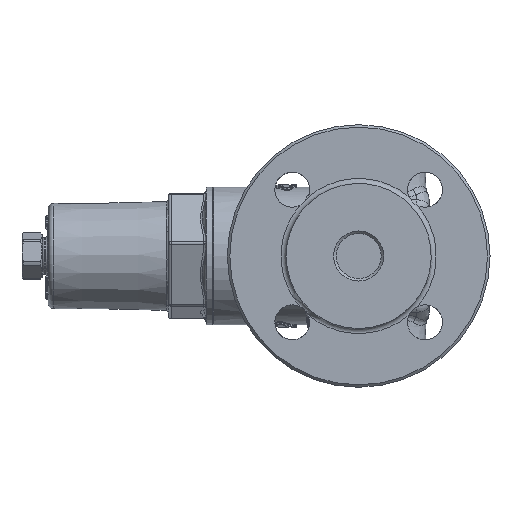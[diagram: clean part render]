
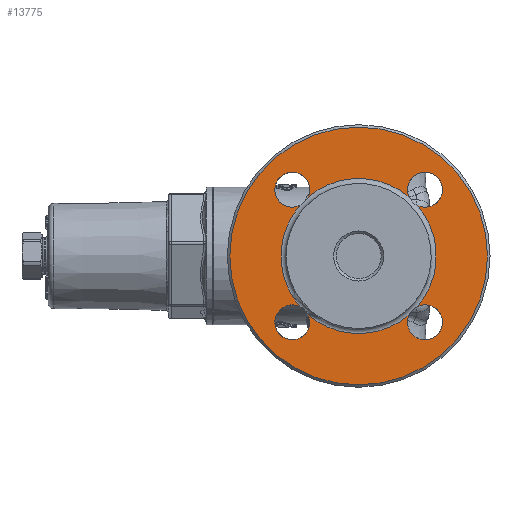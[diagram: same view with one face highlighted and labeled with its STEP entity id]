
A CAD part, left-side view. The second image highlights one B-rep face of the part: STEP entity #13775.
In plain terms, the highlighted planar face has unit normal (-1, 0, 0).
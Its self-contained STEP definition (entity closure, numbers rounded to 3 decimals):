
#1945=FACE_BOUND($,#4257,.T.);
#1946=FACE_BOUND($,#4258,.T.);
#2073=CIRCLE($,#14654,7.);
#2074=CIRCLE($,#14655,31.);
#2075=CIRCLE($,#14656,7.);
#2076=CIRCLE($,#14657,31.);
#2077=CIRCLE($,#14658,7.);
#2078=CIRCLE($,#14659,31.);
#2079=CIRCLE($,#14660,7.);
#2080=CIRCLE($,#14661,31.);
#2081=CIRCLE($,#14662,51.5);
#4257=EDGE_LOOP($,(#9417,#9418,#9419,#9420,#9421,#9422,#9423,#9424));
#4258=EDGE_LOOP($,(#9425));
#5952=VERTEX_POINT($,#18139);
#5953=VERTEX_POINT($,#18140);
#5954=VERTEX_POINT($,#18142);
#5955=VERTEX_POINT($,#18144);
#5956=VERTEX_POINT($,#18146);
#5957=VERTEX_POINT($,#18148);
#5958=VERTEX_POINT($,#18150);
#5959=VERTEX_POINT($,#18152);
#5960=VERTEX_POINT($,#18155);
#7296=EDGE_CURVE($,#5952,#5953,#2073,.T.);
#7297=EDGE_CURVE($,#5954,#5953,#2074,.T.);
#7298=EDGE_CURVE($,#5954,#5955,#2075,.T.);
#7299=EDGE_CURVE($,#5956,#5955,#2076,.T.);
#7300=EDGE_CURVE($,#5956,#5957,#2077,.T.);
#7301=EDGE_CURVE($,#5958,#5957,#2078,.T.);
#7302=EDGE_CURVE($,#5958,#5959,#2079,.T.);
#7303=EDGE_CURVE($,#5952,#5959,#2080,.T.);
#7304=EDGE_CURVE($,#5960,#5960,#2081,.T.);
#9417=ORIENTED_EDGE($,*,*,#7296,.T.);
#9418=ORIENTED_EDGE($,*,*,#7297,.F.);
#9419=ORIENTED_EDGE($,*,*,#7298,.T.);
#9420=ORIENTED_EDGE($,*,*,#7299,.F.);
#9421=ORIENTED_EDGE($,*,*,#7300,.T.);
#9422=ORIENTED_EDGE($,*,*,#7301,.F.);
#9423=ORIENTED_EDGE($,*,*,#7302,.T.);
#9424=ORIENTED_EDGE($,*,*,#7303,.F.);
#9425=ORIENTED_EDGE($,*,*,#7304,.F.);
#13590=PLANE($,#14653);
#13775=ADVANCED_FACE($,(#1945,#1946),#13590,.T.);
#14653=AXIS2_PLACEMENT_3D($,#18138,#15728,#15729);
#14654=AXIS2_PLACEMENT_3D($,#18141,#15730,#15731);
#14655=AXIS2_PLACEMENT_3D($,#18143,#15732,#15733);
#14656=AXIS2_PLACEMENT_3D($,#18145,#15734,#15735);
#14657=AXIS2_PLACEMENT_3D($,#18147,#15736,#15737);
#14658=AXIS2_PLACEMENT_3D($,#18149,#15738,#15739);
#14659=AXIS2_PLACEMENT_3D($,#18151,#15740,#15741);
#14660=AXIS2_PLACEMENT_3D($,#18153,#15742,#15743);
#14661=AXIS2_PLACEMENT_3D($,#18154,#15744,#15745);
#14662=AXIS2_PLACEMENT_3D($,#18156,#15746,#15747);
#15728=DIRECTION('center_axis',(-1.,0.,0.));
#15729=DIRECTION('ref_axis',(0.,-1.,0.));
#15730=DIRECTION('center_axis',(1.,0.,0.));
#15731=DIRECTION('ref_axis',(0.,0.,-1.));
#15732=DIRECTION('center_axis',(-1.,0.,0.));
#15733=DIRECTION('ref_axis',(0.,-1.,0.));
#15734=DIRECTION('center_axis',(1.,0.,0.));
#15735=DIRECTION('ref_axis',(0.,0.,-1.));
#15736=DIRECTION('center_axis',(-1.,0.,0.));
#15737=DIRECTION('ref_axis',(0.,-1.,0.));
#15738=DIRECTION('center_axis',(1.,0.,0.));
#15739=DIRECTION('ref_axis',(0.,0.,-1.));
#15740=DIRECTION('center_axis',(-1.,0.,0.));
#15741=DIRECTION('ref_axis',(0.,-1.,0.));
#15742=DIRECTION('center_axis',(1.,0.,0.));
#15743=DIRECTION('ref_axis',(0.,0.,-1.));
#15744=DIRECTION('center_axis',(-1.,0.,0.));
#15745=DIRECTION('ref_axis',(0.,-1.,0.));
#15746=DIRECTION('center_axis',(1.,0.,0.));
#15747=DIRECTION('ref_axis',(0.,-1.,0.));
#18138=CARTESIAN_POINT('Origin',(-72.5,0.,0.));
#18139=CARTESIAN_POINT('',(-72.5,-23.526,-20.188));
#18140=CARTESIAN_POINT('',(-72.5,-20.188,-23.526));
#18141=CARTESIAN_POINT('Origin',(-72.5,-26.517,-26.517));
#18142=CARTESIAN_POINT('',(-72.5,20.188,-23.526));
#18143=CARTESIAN_POINT('Origin',(-72.5,0.,0.));
#18144=CARTESIAN_POINT('',(-72.5,23.526,-20.188));
#18145=CARTESIAN_POINT('Origin',(-72.5,26.517,-26.517));
#18146=CARTESIAN_POINT('',(-72.5,23.526,20.188));
#18147=CARTESIAN_POINT('Origin',(-72.5,0.,0.));
#18148=CARTESIAN_POINT('',(-72.5,20.188,23.526));
#18149=CARTESIAN_POINT('Origin',(-72.5,26.517,26.517));
#18150=CARTESIAN_POINT('',(-72.5,-20.188,23.526));
#18151=CARTESIAN_POINT('Origin',(-72.5,0.,0.));
#18152=CARTESIAN_POINT('',(-72.5,-23.526,20.188));
#18153=CARTESIAN_POINT('Origin',(-72.5,-26.517,26.517));
#18154=CARTESIAN_POINT('Origin',(-72.5,0.,0.));
#18155=CARTESIAN_POINT('',(-72.5,51.5,0.));
#18156=CARTESIAN_POINT('Origin',(-72.5,0.,0.));
